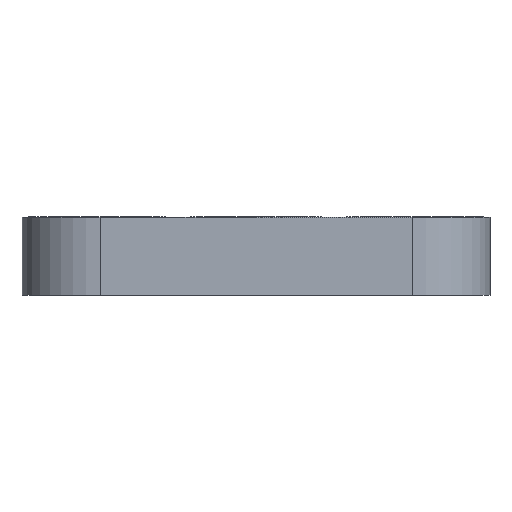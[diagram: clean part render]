
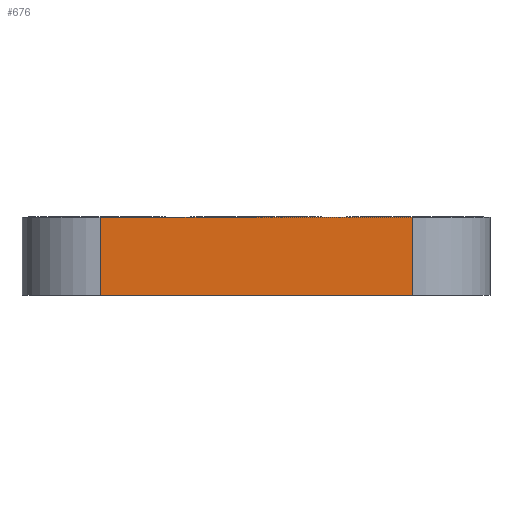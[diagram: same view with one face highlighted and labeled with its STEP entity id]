
A CAD part, left-side view. The second image highlights one B-rep face of the part: STEP entity #676.
In plain terms, the highlighted planar face has unit normal (-1, 0, 0).
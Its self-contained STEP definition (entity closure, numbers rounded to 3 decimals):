
#161 = EDGE_CURVE ( 'NONE', #3146, #2436, #2840, .T. ) ;
#212 = LINE ( 'NONE', #269, #306 ) ;
#269 = CARTESIAN_POINT ( 'NONE',  ( -6., 3., 3. ) ) ;
#306 = VECTOR ( 'NONE', #3854, 1000. ) ;
#329 = DIRECTION ( 'NONE',  ( 0., -1., 0. ) ) ;
#353 = DIRECTION ( 'NONE',  ( 0., -1., 0. ) ) ;
#360 = VECTOR ( 'NONE', #3720, 1000. ) ;
#636 = VERTEX_POINT ( 'NONE', #2223 ) ;
#676 = ADVANCED_FACE ( 'NONE', ( #3672 ), #689, .F. ) ;
#688 = CARTESIAN_POINT ( 'NONE',  ( -6., 15., 0. ) ) ;
#689 = PLANE ( 'NONE',  #2806 ) ;
#724 = DIRECTION ( 'NONE',  ( 0., 0., -1. ) ) ;
#785 = ORIENTED_EDGE ( 'NONE', *, *, #161, .T. ) ;
#1339 = CARTESIAN_POINT ( 'NONE',  ( -6., 0., 3. ) ) ;
#1554 = CARTESIAN_POINT ( 'NONE',  ( -6., 3., 3. ) ) ;
#1597 = CARTESIAN_POINT ( 'NONE',  ( -6., 15., 3. ) ) ;
#2116 = LINE ( 'NONE', #3353, #3009 ) ;
#2223 = CARTESIAN_POINT ( 'NONE',  ( -6., 3., 0. ) ) ;
#2226 = EDGE_CURVE ( 'NONE', #636, #3828, #212, .T. ) ;
#2436 = VERTEX_POINT ( 'NONE', #688 ) ;
#2703 = LINE ( 'NONE', #2779, #2949 ) ;
#2729 = ORIENTED_EDGE ( 'NONE', *, *, #3806, .F. ) ;
#2779 = CARTESIAN_POINT ( 'NONE',  ( -6., 0., 3. ) ) ;
#2806 = AXIS2_PLACEMENT_3D ( 'NONE', #1339, #3088, #724 ) ;
#2840 = LINE ( 'NONE', #1597, #360 ) ;
#2949 = VECTOR ( 'NONE', #329, 1000. ) ;
#2973 = EDGE_CURVE ( 'NONE', #2436, #636, #2116, .T. ) ;
#3009 = VECTOR ( 'NONE', #353, 1000. ) ;
#3088 = DIRECTION ( 'NONE',  ( 1., 0., 0. ) ) ;
#3141 = CARTESIAN_POINT ( 'NONE',  ( -6., 15., 3. ) ) ;
#3146 = VERTEX_POINT ( 'NONE', #3141 ) ;
#3255 = ORIENTED_EDGE ( 'NONE', *, *, #2973, .T. ) ;
#3353 = CARTESIAN_POINT ( 'NONE',  ( -6., 0., 0. ) ) ;
#3561 = ORIENTED_EDGE ( 'NONE', *, *, #2226, .T. ) ;
#3672 = FACE_OUTER_BOUND ( 'NONE', #3858, .T. ) ;
#3720 = DIRECTION ( 'NONE',  ( 0., 0., -1. ) ) ;
#3806 = EDGE_CURVE ( 'NONE', #3146, #3828, #2703, .T. ) ;
#3828 = VERTEX_POINT ( 'NONE', #1554 ) ;
#3854 = DIRECTION ( 'NONE',  ( 0., 0., 1. ) ) ;
#3858 = EDGE_LOOP ( 'NONE', ( #3255, #3561, #2729, #785 ) ) ;
